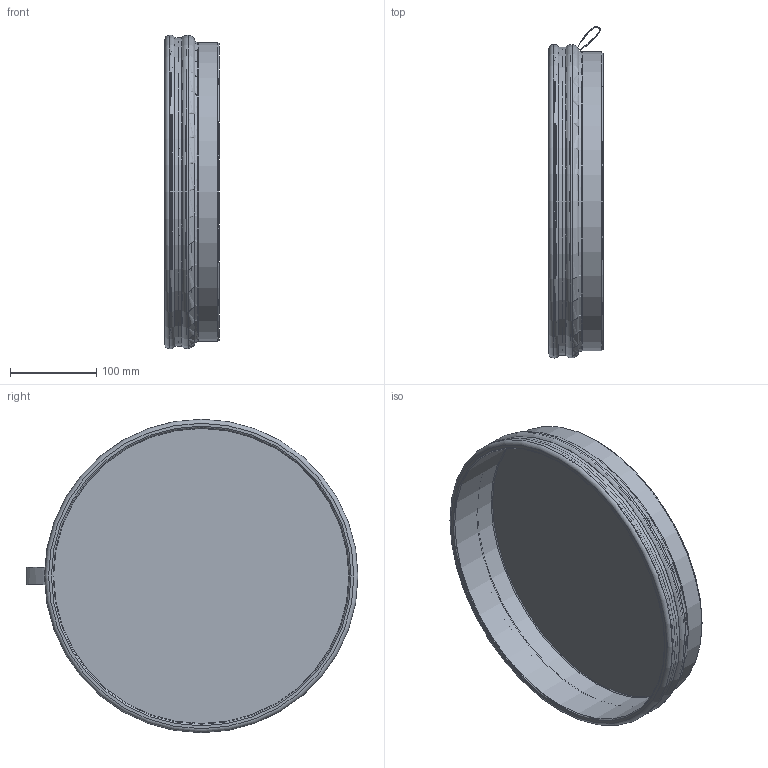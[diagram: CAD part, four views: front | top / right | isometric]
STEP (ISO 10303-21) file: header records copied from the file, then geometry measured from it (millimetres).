
FILE_DESCRIPTION(/* description */ (''),/* implementation_level */ '2;1');
FILE_NAME(/* name */ '20754 350mm blanking cap v2.step',/* time_stamp */ '2020-05-07T08:33:16+12:00',/* author */ (''),/* organization */ (''),/* preprocessor_version */ 'ST-DEVELOPER v18.1',/* originating_system */ 'Autodesk Translation Framework v9.2.0.1227',/* authorisation */ '');
FILE_SCHEMA (('AUTOMOTIVE_DESIGN { 1 0 10303 214 3 1 1 }'));
Length unit declared in the file: millimetre
Products named in the file (1): 20754 350mm blanking cap
Bounding box: 62.83 x 385.62 x 364.16 mm (x, y, z)
Volume: 303672.4 mm3; surface area: 580340 mm2
Topology: 3 solids, 5 shells, 58 faces, 176 edges, 129 vertices
Faces by surface type: torus 17, cylinder 15, plane 14, cone 7, bspline 5
Full cylindrical faces by diameter (mm): 345.2 x1, 347 x2, 348 x2, 349.8 x1, 351.8 x1, 352 x1, 355.017 x2, 357.342 x1, 358.291 x1, 361.617 x2, 361.996 x1
Entity records: 2698 total; most frequent: CARTESIAN_POINT 989, DIRECTION 387, ORIENTED_EDGE 352, AXIS2_PLACEMENT_3D 182, EDGE_CURVE 176, VERTEX_POINT 129, CIRCLE 128, EDGE_LOOP 67
